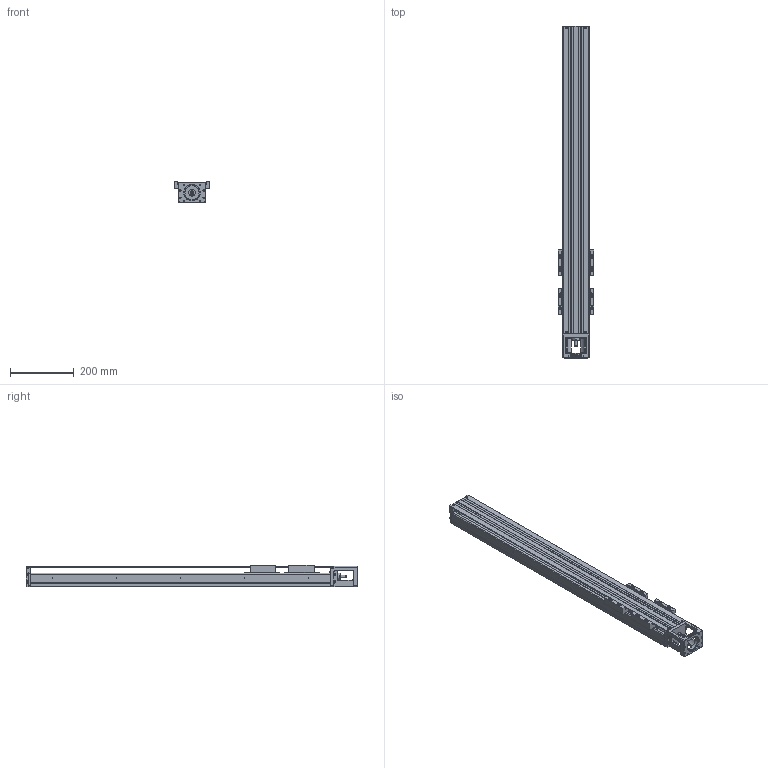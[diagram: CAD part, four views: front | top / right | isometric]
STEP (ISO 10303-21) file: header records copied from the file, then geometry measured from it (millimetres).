
FILE_DESCRIPTION(/* description */ (''),/* implementation_level */ '2;1');
FILE_NAME(/* name */ 'KM46B+740N0_1040_stp.stp',/* time_stamp */ '2010-01-21T09:55:22+08:00',/* author */ (''),/* organization */ (''),/* preprocessor_version */ 'ST-DEVELOPER v11',/* originating_system */ 'UGS - NX 5.0',/* authorisation */ '');
FILE_SCHEMA (('CONFIG_CONTROL_DESIGN'));
Length unit declared in the file: millimetre
Products named in the file (1): shinE906kplm
Bounding box: 112 x 1038 x 68 mm (x, y, z)
Volume: 2779488.5 mm3; surface area: 695432.3 mm2
Topology: 5 solids, 24 shells, 2037 faces, 5275 edges, 3410 vertices
Faces by surface type: plane 1301, cylinder 427, cone 209, torus 32, bspline 27, extrusion 23, sphere 18
Full cylindrical faces by diameter (mm): 1.6 x10, 2.5 x12, 3.3 x9, 3.5 x4, 4.2 x8, 4.5 x4, 4.8 x4, 5.2 x16, 5.3 x4, 5.5 x4, 6 x4, 6.4 x8, 6.6 x18, 6.8 x8, 7 x8, 7.6 x8, 8 x17, 8.1 x1, 9 x6, 10 x10, 11 x26, 15 x3, 15.5 x4, 16 x6, 16.5 x1, 17 x1, 19 x3, 20 x2, 44 x1, 50 x1
Entity records: 61250 total; most frequent: CARTESIAN_POINT 12848, DIRECTION 9702, ORIENTED_EDGE 9576, EDGE_CURVE 4788, VECTOR 3446, LINE 3423, VERTEX_POINT 3315, AXIS2_PLACEMENT_3D 3128
